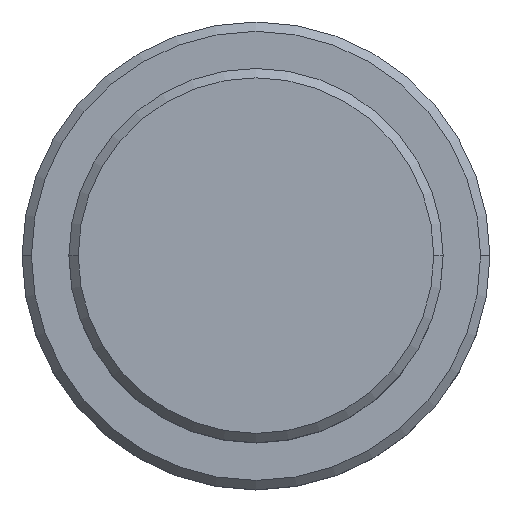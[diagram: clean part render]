
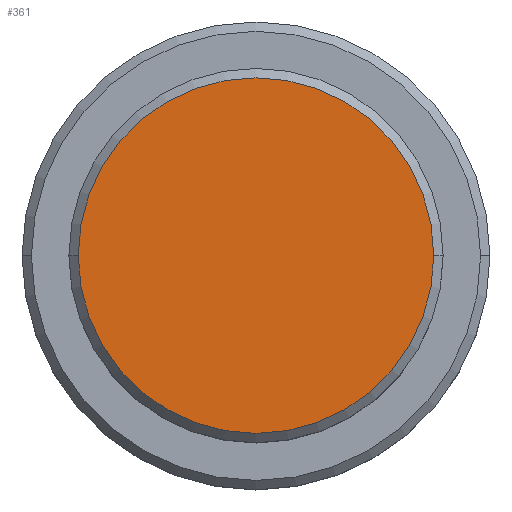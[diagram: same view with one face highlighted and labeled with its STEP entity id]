
A CAD part, top view. The second image highlights one B-rep face of the part: STEP entity #361.
In plain terms, the highlighted planar face has unit normal (0, 0, 1).
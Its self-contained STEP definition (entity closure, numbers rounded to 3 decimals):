
#100 = CIRCLE ( 'NONE', #1235, 9.5 ) ;
#123 = AXIS2_PLACEMENT_3D ( 'NONE', #128, #1362, #622 ) ;
#128 = CARTESIAN_POINT ( 'NONE',  ( 0., 0., 0. ) ) ;
#177 = CARTESIAN_POINT ( 'NONE',  ( 9.5, 0., 0. ) ) ;
#250 = DIRECTION ( 'NONE',  ( 0., 0., 1. ) ) ;
#266 = EDGE_CURVE ( 'NONE', #1239, #1035, #1206, .T. ) ;
#342 = CARTESIAN_POINT ( 'NONE',  ( 0., 0., 0. ) ) ;
#358 = ORIENTED_EDGE ( 'NONE', *, *, #717, .T. ) ;
#361 = ADVANCED_FACE ( 'NONE', ( #519 ), #1199, .T. ) ;
#412 = ORIENTED_EDGE ( 'NONE', *, *, #266, .T. ) ;
#437 = CARTESIAN_POINT ( 'NONE',  ( -9.5, 0., 0. ) ) ;
#448 = EDGE_LOOP ( 'NONE', ( #412, #358 ) ) ;
#466 = DIRECTION ( 'NONE',  ( 1., 0., 0. ) ) ;
#519 = FACE_OUTER_BOUND ( 'NONE', #448, .T. ) ;
#622 = DIRECTION ( 'NONE',  ( 1., 0., 0. ) ) ;
#717 = EDGE_CURVE ( 'NONE', #1035, #1239, #100, .T. ) ;
#734 = DIRECTION ( 'NONE',  ( 1., 0., 0. ) ) ;
#739 = CARTESIAN_POINT ( 'NONE',  ( 0., 0., 0. ) ) ;
#958 = AXIS2_PLACEMENT_3D ( 'NONE', #342, #250, #466 ) ;
#966 = DIRECTION ( 'NONE',  ( 0., 0., 1. ) ) ;
#1035 = VERTEX_POINT ( 'NONE', #177 ) ;
#1199 = PLANE ( 'NONE',  #958 ) ;
#1206 = CIRCLE ( 'NONE', #123, 9.5 ) ;
#1235 = AXIS2_PLACEMENT_3D ( 'NONE', #739, #966, #734 ) ;
#1239 = VERTEX_POINT ( 'NONE', #437 ) ;
#1362 = DIRECTION ( 'NONE',  ( 0., 0., 1. ) ) ;
